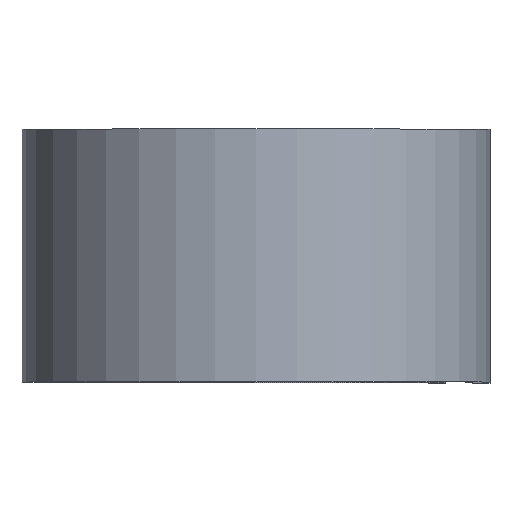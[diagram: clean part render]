
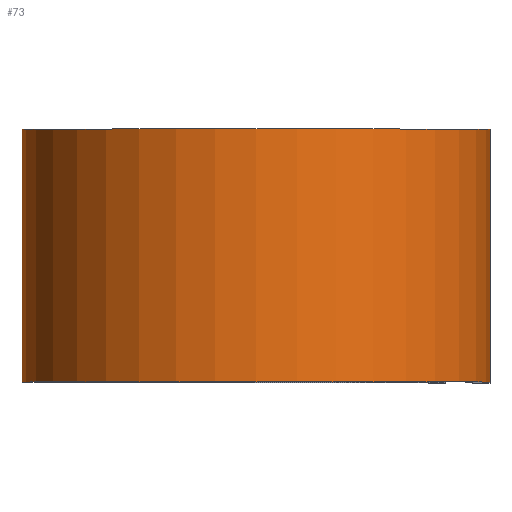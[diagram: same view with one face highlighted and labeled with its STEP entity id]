
A CAD part, top view. The second image highlights one B-rep face of the part: STEP entity #73.
In plain terms, the highlighted cylindrical face has radius 20.574 mm (diameter 41.148 mm), a partial arc.
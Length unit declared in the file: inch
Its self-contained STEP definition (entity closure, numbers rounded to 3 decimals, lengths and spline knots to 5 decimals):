
#24 = CARTESIAN_POINT ( 'NONE',  ( 0., 0.4375, -0.81 ) ) ;
#26 = CARTESIAN_POINT ( 'NONE',  ( 0., 0.4375, 0. ) ) ;
#37 = EDGE_CURVE ( 'NONE', #400, #360, #492, .T. ) ;
#56 = DIRECTION ( 'NONE',  ( 0., -1., 0. ) ) ;
#59 = CARTESIAN_POINT ( 'NONE',  ( 0.81, 0.4375, 0. ) ) ;
#67 = AXIS2_PLACEMENT_3D ( 'NONE', #26, #147, #92 ) ;
#73 = ADVANCED_FACE ( 'NONE', ( #436 ), #420, .T. ) ;
#89 = LINE ( 'NONE', #24, #111 ) ;
#92 = DIRECTION ( 'NONE',  ( 1., 0., 0. ) ) ;
#93 = AXIS2_PLACEMENT_3D ( 'NONE', #460, #476, #531 ) ;
#111 = VECTOR ( 'NONE', #56, 39.37008 ) ;
#117 = CARTESIAN_POINT ( 'NONE',  ( 0., -0.4375, -0.81 ) ) ;
#147 = DIRECTION ( 'NONE',  ( 0., 1., 0. ) ) ;
#152 = CARTESIAN_POINT ( 'NONE',  ( 0., 0.4375, -0.81 ) ) ;
#165 = CIRCLE ( 'NONE', #67, 0.81 ) ;
#168 = EDGE_LOOP ( 'NONE', ( #180, #410, #348, #216 ) ) ;
#180 = ORIENTED_EDGE ( 'NONE', *, *, #37, .T. ) ;
#189 = EDGE_CURVE ( 'NONE', #559, #400, #89, .T. ) ;
#209 = DIRECTION ( 'NONE',  ( 0., -1., 0. ) ) ;
#216 = ORIENTED_EDGE ( 'NONE', *, *, #189, .T. ) ;
#219 = CARTESIAN_POINT ( 'NONE',  ( 0.81, 0.4375, 0. ) ) ;
#242 = VERTEX_POINT ( 'NONE', #59 ) ;
#255 = CARTESIAN_POINT ( 'NONE',  ( 0.81, -0.4375, 0. ) ) ;
#268 = EDGE_CURVE ( 'NONE', #559, #242, #165, .T. ) ;
#278 = AXIS2_PLACEMENT_3D ( 'NONE', #423, #414, #453 ) ;
#348 = ORIENTED_EDGE ( 'NONE', *, *, #268, .F. ) ;
#360 = VERTEX_POINT ( 'NONE', #255 ) ;
#400 = VERTEX_POINT ( 'NONE', #117 ) ;
#410 = ORIENTED_EDGE ( 'NONE', *, *, #632, .F. ) ;
#414 = DIRECTION ( 'NONE',  ( 0., -1., 0. ) ) ;
#420 = CYLINDRICAL_SURFACE ( 'NONE', #278, 0.81 ) ;
#423 = CARTESIAN_POINT ( 'NONE',  ( 0., 0.4375, 0. ) ) ;
#436 = FACE_OUTER_BOUND ( 'NONE', #168, .T. ) ;
#453 = DIRECTION ( 'NONE',  ( 0., 0., -1. ) ) ;
#460 = CARTESIAN_POINT ( 'NONE',  ( 0., -0.4375, 0. ) ) ;
#476 = DIRECTION ( 'NONE',  ( 0., 1., 0. ) ) ;
#492 = CIRCLE ( 'NONE', #93, 0.81 ) ;
#531 = DIRECTION ( 'NONE',  ( 1., 0., 0. ) ) ;
#533 = VECTOR ( 'NONE', #209, 39.37008 ) ;
#535 = LINE ( 'NONE', #219, #533 ) ;
#559 = VERTEX_POINT ( 'NONE', #152 ) ;
#632 = EDGE_CURVE ( 'NONE', #242, #360, #535, .T. ) ;
